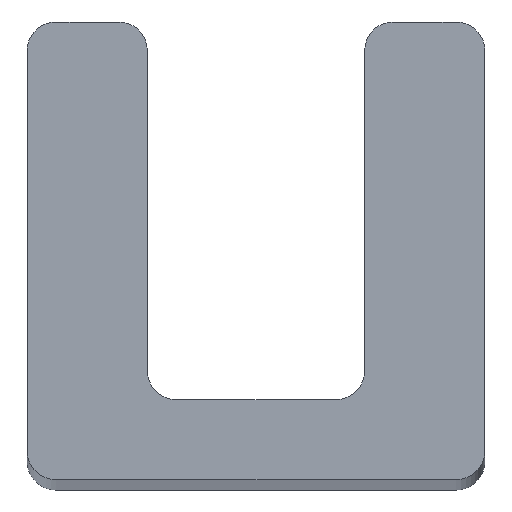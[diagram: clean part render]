
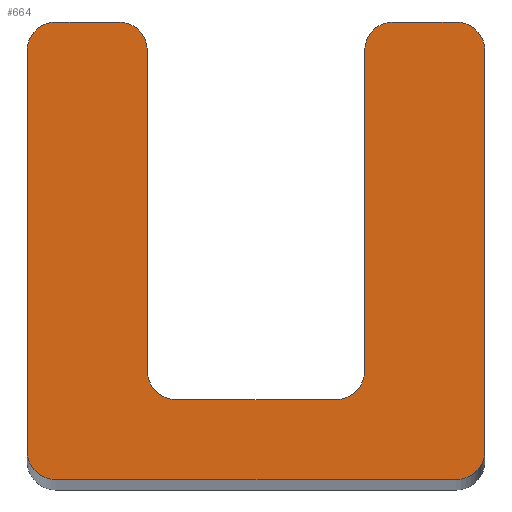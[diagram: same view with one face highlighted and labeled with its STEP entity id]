
A CAD part, top view. The second image highlights one B-rep face of the part: STEP entity #664.
In plain terms, the highlighted planar face has unit normal (0, 0, 1).
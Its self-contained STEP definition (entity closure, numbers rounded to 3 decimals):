
#13 = CARTESIAN_POINT ( 'NONE',  ( -1.4, 1.9, 104. ) ) ;
#21 = VECTOR ( 'NONE', #2287, 1000. ) ;
#66 = ORIENTED_EDGE ( 'NONE', *, *, #2494, .T. ) ;
#74 = AXIS2_PLACEMENT_3D ( 'NONE', #1745, #534, #1951 ) ;
#100 = CARTESIAN_POINT ( 'NONE',  ( 2.4, 7.5, 104. ) ) ;
#111 = ORIENTED_EDGE ( 'NONE', *, *, #934, .T. ) ;
#141 = EDGE_CURVE ( 'NONE', #1271, #519, #2404, .T. ) ;
#165 = CARTESIAN_POINT ( 'NONE',  ( 2.4, 8., 104. ) ) ;
#166 = AXIS2_PLACEMENT_3D ( 'NONE', #2238, #1020, #2438 ) ;
#189 = CARTESIAN_POINT ( 'NONE',  ( 4., 0.5, 104. ) ) ;
#203 = CARTESIAN_POINT ( 'NONE',  ( 3.5, 0.5, 104. ) ) ;
#231 = DIRECTION ( 'NONE',  ( 1., 0., 0. ) ) ;
#251 = VECTOR ( 'NONE', #1219, 1000. ) ;
#277 = CIRCLE ( 'NONE', #2478, 0.5 ) ;
#290 = DIRECTION ( 'NONE',  ( 0., 0., 1. ) ) ;
#293 = DIRECTION ( 'NONE',  ( 1., 0., 0. ) ) ;
#295 = EDGE_CURVE ( 'NONE', #2116, #592, #1071, .T. ) ;
#304 = ORIENTED_EDGE ( 'NONE', *, *, #141, .F. ) ;
#326 = VECTOR ( 'NONE', #2535, 1000. ) ;
#334 = ORIENTED_EDGE ( 'NONE', *, *, #401, .T. ) ;
#335 = VECTOR ( 'NONE', #1848, 1000. ) ;
#336 = CIRCLE ( 'NONE', #1076, 0.5 ) ;
#338 = VERTEX_POINT ( 'NONE', #945 ) ;
#339 = LINE ( 'NONE', #383, #2253 ) ;
#383 = CARTESIAN_POINT ( 'NONE',  ( -4., 0., 104. ) ) ;
#400 = DIRECTION ( 'NONE',  ( 1., 0., 0. ) ) ;
#401 = EDGE_CURVE ( 'NONE', #1532, #751, #277, .T. ) ;
#408 = VECTOR ( 'NONE', #1425, 1000. ) ;
#420 = CARTESIAN_POINT ( 'NONE',  ( 1.9, 1.9, 104. ) ) ;
#421 = CARTESIAN_POINT ( 'NONE',  ( -4., 7.5, 104. ) ) ;
#452 = EDGE_CURVE ( 'NONE', #1932, #1186, #1229, .T. ) ;
#490 = EDGE_LOOP ( 'NONE', ( #500, #334, #1033, #1421, #1199, #755, #304, #1079, #66, #1224, #1206, #1474, #111, #1579, #1666, #1087 ) ) ;
#495 = CARTESIAN_POINT ( 'NONE',  ( -3.5, 7.5, 104. ) ) ;
#500 = ORIENTED_EDGE ( 'NONE', *, *, #1901, .T. ) ;
#507 = CARTESIAN_POINT ( 'NONE',  ( 1.9, 7.5, 104. ) ) ;
#519 = VERTEX_POINT ( 'NONE', #1956 ) ;
#534 = DIRECTION ( 'NONE',  ( 0., 0., -1. ) ) ;
#550 = LINE ( 'NONE', #1871, #21 ) ;
#579 = DIRECTION ( 'NONE',  ( 1., 0., 0. ) ) ;
#592 = VERTEX_POINT ( 'NONE', #2593 ) ;
#638 = VERTEX_POINT ( 'NONE', #420 ) ;
#640 = CARTESIAN_POINT ( 'NONE',  ( 1.9, 8., 104. ) ) ;
#653 = CIRCLE ( 'NONE', #1967, 0.5 ) ;
#664 = ADVANCED_FACE ( 'NONE', ( #1452 ), #1096, .T. ) ;
#698 = DIRECTION ( 'NONE',  ( 1., 0., 0. ) ) ;
#709 = CARTESIAN_POINT ( 'NONE',  ( -3.5, 0., 104. ) ) ;
#721 = DIRECTION ( 'NONE',  ( 0., 1., 0. ) ) ;
#735 = AXIS2_PLACEMENT_3D ( 'NONE', #1187, #2600, #1396 ) ;
#751 = VERTEX_POINT ( 'NONE', #507 ) ;
#755 = ORIENTED_EDGE ( 'NONE', *, *, #1138, .T. ) ;
#818 = LINE ( 'NONE', #640, #335 ) ;
#843 = VERTEX_POINT ( 'NONE', #1770 ) ;
#887 = DIRECTION ( 'NONE',  ( 0., 0., 1. ) ) ;
#917 = CARTESIAN_POINT ( 'NONE',  ( -4., 8., 104. ) ) ;
#934 = EDGE_CURVE ( 'NONE', #2104, #843, #339, .T. ) ;
#945 = CARTESIAN_POINT ( 'NONE',  ( -4., 0.5, 104. ) ) ;
#966 = CIRCLE ( 'NONE', #1775, 0.5 ) ;
#1020 = DIRECTION ( 'NONE',  ( 0., 0., 1. ) ) ;
#1028 = CARTESIAN_POINT ( 'NONE',  ( -1.9, 1.4, 104. ) ) ;
#1033 = ORIENTED_EDGE ( 'NONE', *, *, #2440, .F. ) ;
#1041 = EDGE_CURVE ( 'NONE', #1186, #2013, #2582, .T. ) ;
#1071 = LINE ( 'NONE', #1028, #408 ) ;
#1076 = AXIS2_PLACEMENT_3D ( 'NONE', #495, #1905, #698 ) ;
#1079 = ORIENTED_EDGE ( 'NONE', *, *, #1635, .T. ) ;
#1087 = ORIENTED_EDGE ( 'NONE', *, *, #1041, .T. ) ;
#1096 = PLANE ( 'NONE',  #2469 ) ;
#1116 = CARTESIAN_POINT ( 'NONE',  ( -1.4, 1.4, 104. ) ) ;
#1138 = EDGE_CURVE ( 'NONE', #2116, #519, #1669, .T. ) ;
#1141 = CARTESIAN_POINT ( 'NONE',  ( -3.5, 8., 104. ) ) ;
#1163 = VERTEX_POINT ( 'NONE', #421 ) ;
#1185 = DIRECTION ( 'NONE',  ( -1., 0., 0. ) ) ;
#1186 = VERTEX_POINT ( 'NONE', #2035 ) ;
#1187 = CARTESIAN_POINT ( 'NONE',  ( 3.5, 7.5, 104. ) ) ;
#1199 = ORIENTED_EDGE ( 'NONE', *, *, #295, .F. ) ;
#1206 = ORIENTED_EDGE ( 'NONE', *, *, #2182, .T. ) ;
#1209 = CARTESIAN_POINT ( 'NONE',  ( -1.9, 8., 104. ) ) ;
#1219 = DIRECTION ( 'NONE',  ( 0., -1., 0. ) ) ;
#1224 = ORIENTED_EDGE ( 'NONE', *, *, #1267, .T. ) ;
#1229 = LINE ( 'NONE', #1327, #2250 ) ;
#1267 = EDGE_CURVE ( 'NONE', #1825, #1163, #336, .T. ) ;
#1271 = VERTEX_POINT ( 'NONE', #1496 ) ;
#1299 = CARTESIAN_POINT ( 'NONE',  ( -1.62, 8., 104. ) ) ;
#1308 = VECTOR ( 'NONE', #1185, 1000. ) ;
#1327 = CARTESIAN_POINT ( 'NONE',  ( 4., 8., 104. ) ) ;
#1396 = DIRECTION ( 'NONE',  ( 1., 0., 0. ) ) ;
#1421 = ORIENTED_EDGE ( 'NONE', *, *, #1441, .T. ) ;
#1425 = DIRECTION ( 'NONE',  ( 1., 0., 0. ) ) ;
#1436 = DIRECTION ( 'NONE',  ( 0., 0., -1. ) ) ;
#1441 = EDGE_CURVE ( 'NONE', #638, #592, #1570, .T. ) ;
#1452 = FACE_OUTER_BOUND ( 'NONE', #490, .T. ) ;
#1474 = ORIENTED_EDGE ( 'NONE', *, *, #2618, .T. ) ;
#1496 = CARTESIAN_POINT ( 'NONE',  ( -1.9, 7.5, 104. ) ) ;
#1504 = DIRECTION ( 'NONE',  ( 0., 0., 1. ) ) ;
#1532 = VERTEX_POINT ( 'NONE', #165 ) ;
#1570 = CIRCLE ( 'NONE', #74, 0.5 ) ;
#1579 = ORIENTED_EDGE ( 'NONE', *, *, #1621, .T. ) ;
#1613 = DIRECTION ( 'NONE',  ( 0., 0., 1. ) ) ;
#1621 = EDGE_CURVE ( 'NONE', #843, #1932, #653, .T. ) ;
#1635 = EDGE_CURVE ( 'NONE', #1271, #2026, #1662, .T. ) ;
#1662 = CIRCLE ( 'NONE', #166, 0.5 ) ;
#1666 = ORIENTED_EDGE ( 'NONE', *, *, #452, .T. ) ;
#1669 = CIRCLE ( 'NONE', #1687, 0.5 ) ;
#1687 = AXIS2_PLACEMENT_3D ( 'NONE', #13, #1436, #231 ) ;
#1707 = DIRECTION ( 'NONE',  ( 1., 0., 0. ) ) ;
#1745 = CARTESIAN_POINT ( 'NONE',  ( 1.4, 1.9, 104. ) ) ;
#1770 = CARTESIAN_POINT ( 'NONE',  ( 3.5, 0., 104. ) ) ;
#1775 = AXIS2_PLACEMENT_3D ( 'NONE', #2096, #887, #2306 ) ;
#1825 = VERTEX_POINT ( 'NONE', #1141 ) ;
#1848 = DIRECTION ( 'NONE',  ( 0., 1., 0. ) ) ;
#1856 = LINE ( 'NONE', #2594, #1308 ) ;
#1871 = CARTESIAN_POINT ( 'NONE',  ( -1.62, 8., 104. ) ) ;
#1901 = EDGE_CURVE ( 'NONE', #2013, #1532, #1856, .T. ) ;
#1905 = DIRECTION ( 'NONE',  ( 0., 0., 1. ) ) ;
#1932 = VERTEX_POINT ( 'NONE', #189 ) ;
#1951 = DIRECTION ( 'NONE',  ( 1., 0., 0. ) ) ;
#1956 = CARTESIAN_POINT ( 'NONE',  ( -1.9, 1.9, 104. ) ) ;
#1967 = AXIS2_PLACEMENT_3D ( 'NONE', #203, #1613, #400 ) ;
#2013 = VERTEX_POINT ( 'NONE', #2413 ) ;
#2026 = VERTEX_POINT ( 'NONE', #2624 ) ;
#2035 = CARTESIAN_POINT ( 'NONE',  ( 4., 7.5, 104. ) ) ;
#2096 = CARTESIAN_POINT ( 'NONE',  ( -3.5, 0.5, 104. ) ) ;
#2104 = VERTEX_POINT ( 'NONE', #709 ) ;
#2116 = VERTEX_POINT ( 'NONE', #1116 ) ;
#2182 = EDGE_CURVE ( 'NONE', #1163, #338, #2479, .T. ) ;
#2238 = CARTESIAN_POINT ( 'NONE',  ( -2.4, 7.5, 104. ) ) ;
#2250 = VECTOR ( 'NONE', #721, 1000. ) ;
#2253 = VECTOR ( 'NONE', #579, 1000. ) ;
#2287 = DIRECTION ( 'NONE',  ( -1., 0., 0. ) ) ;
#2306 = DIRECTION ( 'NONE',  ( 1., 0., 0. ) ) ;
#2404 = LINE ( 'NONE', #1209, #251 ) ;
#2413 = CARTESIAN_POINT ( 'NONE',  ( 3.5, 8., 104. ) ) ;
#2438 = DIRECTION ( 'NONE',  ( 1., 0., 0. ) ) ;
#2440 = EDGE_CURVE ( 'NONE', #638, #751, #818, .T. ) ;
#2469 = AXIS2_PLACEMENT_3D ( 'NONE', #1299, #290, #1707 ) ;
#2478 = AXIS2_PLACEMENT_3D ( 'NONE', #100, #1504, #293 ) ;
#2479 = LINE ( 'NONE', #917, #326 ) ;
#2494 = EDGE_CURVE ( 'NONE', #2026, #1825, #550, .T. ) ;
#2535 = DIRECTION ( 'NONE',  ( 0., -1., 0. ) ) ;
#2582 = CIRCLE ( 'NONE', #735, 0.5 ) ;
#2593 = CARTESIAN_POINT ( 'NONE',  ( 1.4, 1.4, 104. ) ) ;
#2594 = CARTESIAN_POINT ( 'NONE',  ( -1.62, 8., 104. ) ) ;
#2600 = DIRECTION ( 'NONE',  ( 0., 0., 1. ) ) ;
#2618 = EDGE_CURVE ( 'NONE', #338, #2104, #966, .T. ) ;
#2624 = CARTESIAN_POINT ( 'NONE',  ( -2.4, 8., 104. ) ) ;
